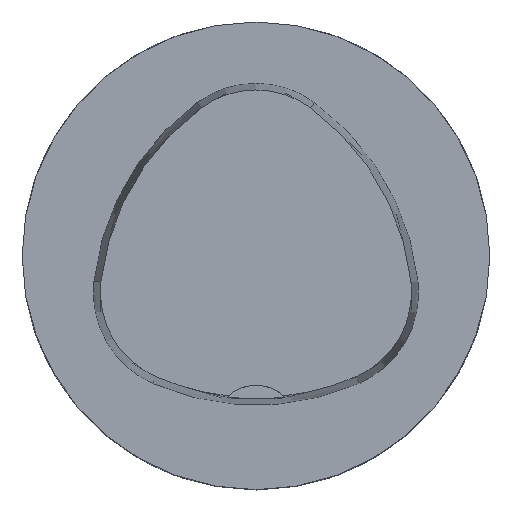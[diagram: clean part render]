
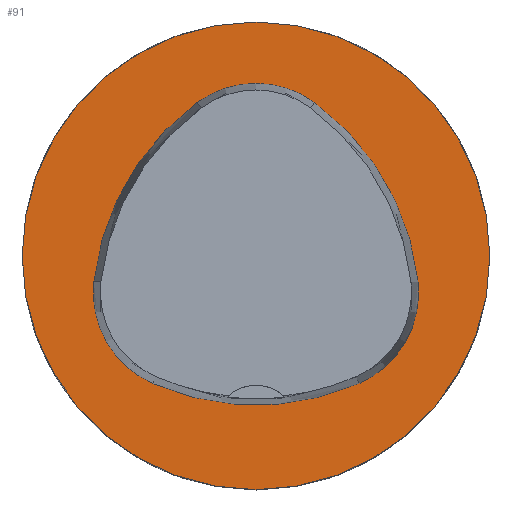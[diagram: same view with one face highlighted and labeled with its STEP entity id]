
A CAD part, top view. The second image highlights one B-rep face of the part: STEP entity #91.
In plain terms, the highlighted planar face has unit normal (0, 0, 1).
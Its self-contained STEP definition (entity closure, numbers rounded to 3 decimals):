
#36=PLANE('',#498);
#91=ADVANCED_FACE('',(#140,#141),#36,.T.);
#114=CIRCLE('',#470,40.);
#115=CIRCLE('',#476,44.);
#117=CIRCLE('',#479,17.);
#119=CIRCLE('',#482,44.);
#121=CIRCLE('',#485,17.);
#125=CIRCLE('',#490,44.);
#127=CIRCLE('',#493,17.);
#140=FACE_BOUND('',#161,.T.);
#141=FACE_BOUND('',#162,.T.);
#161=EDGE_LOOP('',(#246,#247,#248,#249,#250,#251));
#162=EDGE_LOOP('',(#252));
#246=ORIENTED_EDGE('',*,*,#373,.T.);
#247=ORIENTED_EDGE('',*,*,#353,.T.);
#248=ORIENTED_EDGE('',*,*,#357,.T.);
#249=ORIENTED_EDGE('',*,*,#360,.T.);
#250=ORIENTED_EDGE('',*,*,#363,.T.);
#251=ORIENTED_EDGE('',*,*,#371,.T.);
#252=ORIENTED_EDGE('',*,*,#344,.F.);
#307=VERTEX_POINT('',#689);
#316=VERTEX_POINT('',#708);
#317=VERTEX_POINT('',#709);
#320=VERTEX_POINT('',#717);
#322=VERTEX_POINT('',#723);
#324=VERTEX_POINT('',#729);
#331=VERTEX_POINT('',#750);
#344=EDGE_CURVE('',#307,#307,#114,.T.);
#353=EDGE_CURVE('',#316,#317,#115,.T.);
#357=EDGE_CURVE('',#317,#320,#117,.T.);
#360=EDGE_CURVE('',#320,#322,#119,.T.);
#363=EDGE_CURVE('',#322,#324,#121,.T.);
#371=EDGE_CURVE('',#324,#331,#125,.T.);
#373=EDGE_CURVE('',#331,#316,#127,.T.);
#470=AXIS2_PLACEMENT_3D('',#688,#543,#544);
#476=AXIS2_PLACEMENT_3D('',#707,#559,#560);
#479=AXIS2_PLACEMENT_3D('',#716,#567,#568);
#482=AXIS2_PLACEMENT_3D('',#722,#574,#575);
#485=AXIS2_PLACEMENT_3D('',#728,#581,#582);
#490=AXIS2_PLACEMENT_3D('',#751,#593,#594);
#493=AXIS2_PLACEMENT_3D('',#754,#599,#600);
#498=AXIS2_PLACEMENT_3D('',#759,#609,#610);
#543=DIRECTION('',(0.,0.,-1.));
#544=DIRECTION('',(-1.,0.,0.));
#559=DIRECTION('',(0.,0.,-1.));
#560=DIRECTION('',(-1.,0.,0.));
#567=DIRECTION('',(0.,0.,-1.));
#568=DIRECTION('',(-1.,0.,0.));
#574=DIRECTION('',(0.,0.,-1.));
#575=DIRECTION('',(-1.,0.,0.));
#581=DIRECTION('',(0.,0.,-1.));
#582=DIRECTION('',(-1.,0.,0.));
#593=DIRECTION('',(0.,0.,-1.));
#594=DIRECTION('',(-1.,0.,0.));
#599=DIRECTION('',(0.,0.,-1.));
#600=DIRECTION('',(-1.,0.,0.));
#609=DIRECTION('',(0.,0.,1.));
#610=DIRECTION('',(1.,0.,0.));
#688=CARTESIAN_POINT('',(0.,0.,0.));
#689=CARTESIAN_POINT('',(-40.,0.,0.));
#707=CARTESIAN_POINT('',(16.01,-9.224,0.));
#708=CARTESIAN_POINT('',(-27.722,-4.378,0.));
#709=CARTESIAN_POINT('',(-10.119,26.178,0.));
#716=CARTESIAN_POINT('',(-0.023,12.5,0.));
#717=CARTESIAN_POINT('',(10.049,26.194,0.));
#722=CARTESIAN_POINT('',(-16.021,-9.25,0.));
#723=CARTESIAN_POINT('',(27.71,-4.394,0.));
#728=CARTESIAN_POINT('',(10.814,-6.27,0.));
#729=CARTESIAN_POINT('',(17.611,-21.852,0.));
#750=CARTESIAN_POINT('',(-17.652,-21.819,0.));
#751=CARTESIAN_POINT('',(0.017,18.477,0.));
#754=CARTESIAN_POINT('',(-10.825,-6.25,0.));
#759=CARTESIAN_POINT('',(0.,0.,0.));
